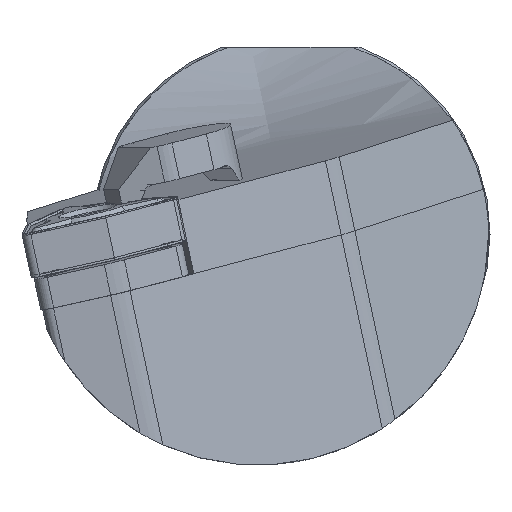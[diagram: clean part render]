
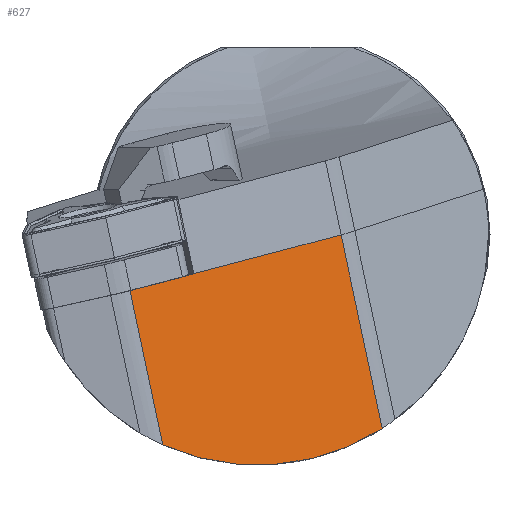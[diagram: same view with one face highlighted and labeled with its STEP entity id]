
A CAD part, left-side view. The second image highlights one B-rep face of the part: STEP entity #627.
In plain terms, the highlighted planar face has unit normal (-0.902, -0.432, -0.005).
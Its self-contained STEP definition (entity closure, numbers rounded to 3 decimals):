
#562=ELLIPSE('',#2774,25.72,23.2);
#627=ADVANCED_FACE('',(#827),#751,.F.);
#751=PLANE('',#2781);
#827=FACE_OUTER_BOUND('',#941,.T.);
#941=EDGE_LOOP('',(#1489,#1490,#1491,#1492,#1493,#1494));
#1077=LINE('',#3637,#1266);
#1087=LINE('',#3750,#1276);
#1089=LINE('',#3753,#1278);
#1090=LINE('',#3754,#1279);
#1091=LINE('',#3756,#1280);
#1266=VECTOR('',#2996,1.);
#1276=VECTOR('',#3038,1.);
#1278=VECTOR('',#3042,1.);
#1279=VECTOR('',#3043,1.);
#1280=VECTOR('',#3044,1.);
#1489=ORIENTED_EDGE('',*,*,#2377,.F.);
#1490=ORIENTED_EDGE('',*,*,#2347,.T.);
#1491=ORIENTED_EDGE('',*,*,#2378,.T.);
#1492=ORIENTED_EDGE('',*,*,#2379,.F.);
#1493=ORIENTED_EDGE('',*,*,#2366,.T.);
#1494=ORIENTED_EDGE('',*,*,#2375,.T.);
#2124=VERTEX_POINT('',#3635);
#2126=VERTEX_POINT('',#3638);
#2143=VERTEX_POINT('',#3689);
#2144=VERTEX_POINT('',#3691);
#2151=VERTEX_POINT('',#3748);
#2153=VERTEX_POINT('',#3755);
#2347=EDGE_CURVE('',#2126,#2124,#1077,.T.);
#2366=EDGE_CURVE('',#2144,#2143,#562,.T.);
#2375=EDGE_CURVE('',#2143,#2151,#1087,.T.);
#2377=EDGE_CURVE('',#2126,#2151,#1089,.T.);
#2378=EDGE_CURVE('',#2124,#2153,#1090,.T.);
#2379=EDGE_CURVE('',#2144,#2153,#1091,.T.);
#2774=AXIS2_PLACEMENT_3D('',#3690,#3026,#3027);
#2781=AXIS2_PLACEMENT_3D('',#3757,#3045,#3046);
#2996=DIRECTION('',(-0.419,0.878,-0.232));
#3026=DIRECTION('',(-0.902,-0.432,-0.005));
#3027=DIRECTION('',(-0.432,0.902,0.011));
#3038=DIRECTION('',(-0.105,0.207,0.973));
#3042=DIRECTION('',(0.419,-0.878,0.232));
#3043=DIRECTION('',(-0.419,0.878,-0.232));
#3044=DIRECTION('',(-0.105,0.207,0.973));
#3045=DIRECTION('',(0.902,0.432,0.005));
#3046=DIRECTION('',(0.432,-0.902,0.));
#3635=CARTESIAN_POINT('',(-216.99,1.663,63.3));
#3637=CARTESIAN_POINT('',(-209.623,-13.779,67.374));
#3638=CARTESIAN_POINT('',(-216.683,1.02,63.469));
#3689=CARTESIAN_POINT('',(-207.534,-17.912,47.93));
#3690=CARTESIAN_POINT('',(-213.642,-5.383,67.457));
#3691=CARTESIAN_POINT('',(-218.075,4.134,46.299));
#3748=CARTESIAN_POINT('',(-209.623,-13.779,67.374));
#3750=CARTESIAN_POINT('',(-254.212,74.424,482.337));
#3753=CARTESIAN_POINT('',(-209.623,-13.779,67.374));
#3754=CARTESIAN_POINT('',(-209.623,-13.779,67.374));
#3755=CARTESIAN_POINT('',(-219.739,7.425,61.78));
#3756=CARTESIAN_POINT('',(-264.327,95.628,476.744));
#3757=CARTESIAN_POINT('',(-254.212,74.424,482.337));
